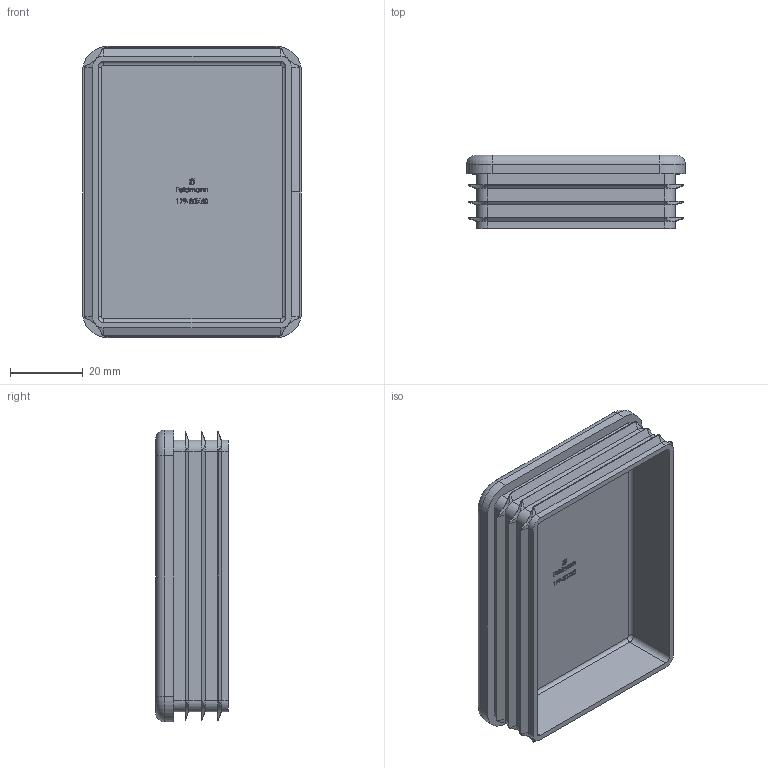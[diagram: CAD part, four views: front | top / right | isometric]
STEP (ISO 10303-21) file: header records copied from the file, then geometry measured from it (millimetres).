
FILE_DESCRIPTION (( 'STEP AP203' ), '1' );
FILE_NAME ('179-80X60.step', '2021-01-25T13:14:47', ( '' ), ( '' ), 'SwSTEP 2.0', 'SolidWorks 2018', '' );
FILE_SCHEMA (( 'CONFIG_CONTROL_DESIGN' ));
Length unit declared in the file: millimetre
Products named in the file (2): 179-80X60
Bounding box: 60 x 20 x 80 mm (x, y, z)
Volume: 29955.8 mm3; surface area: 20630.9 mm2
Topology: 1 solids, 1 shells, 453 faces, 1196 edges, 774 vertices
Faces by surface type: plane 217, bspline 121, cylinder 83, cone 24, torus 8
Entity records: 20282 total; most frequent: CARTESIAN_POINT 9882, ORIENTED_EDGE 2392, DIRECTION 1673, EDGE_CURVE 1196, VERTEX_POINT 774, VECTOR 663, LINE 663, AXIS2_PLACEMENT_3D 505
